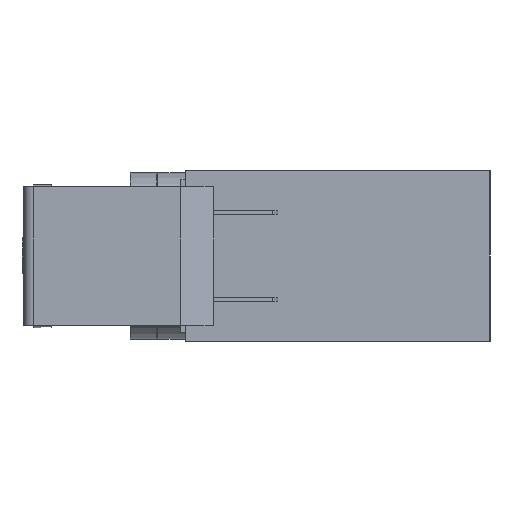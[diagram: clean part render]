
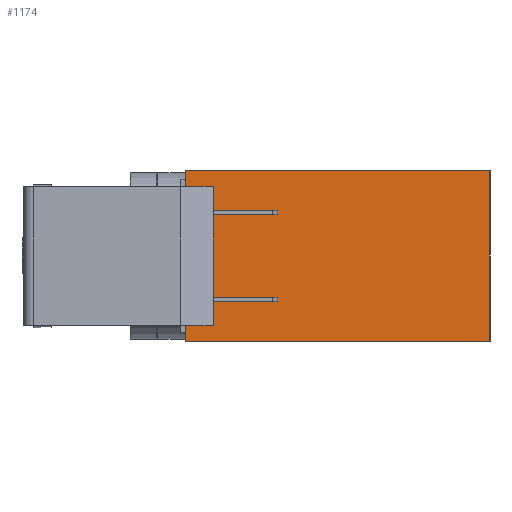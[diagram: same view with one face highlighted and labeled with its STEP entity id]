
A CAD part, left-side view. The second image highlights one B-rep face of the part: STEP entity #1174.
In plain terms, the highlighted planar face has unit normal (-1, 0, 0).
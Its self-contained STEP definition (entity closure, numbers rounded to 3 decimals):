
#1078=CARTESIAN_POINT('',(-46.5,-17.0,9.25));
#1079=VERTEX_POINT('',#1078);
#1080=CARTESIAN_POINT('',(-46.5,-17.,-9.25));
#1081=VERTEX_POINT('',#1080);
#1082=CARTESIAN_POINT('',(-46.5,-17.0,9.25));
#1083=DIRECTION('',(0.0,0.0,-1.0));
#1084=VECTOR('',#1083,18.5);
#1085=LINE('',#1082,#1084);
#1086=EDGE_CURVE('',#1079,#1081,#1085,.T.);
#1144=CARTESIAN_POINT('',(-46.5,-0.5,0.));
#1145=DIRECTION('',(1.0,0.0,0.0));
#1146=DIRECTION('',(0.0,0.0,-1.0));
#1147=AXIS2_PLACEMENT_3D('',#1144,#1145,#1146);
#1148=PLANE('',#1147);
#1149=ORIENTED_EDGE('',*,*,#1086,.F.);
#1150=CARTESIAN_POINT('',(-46.5,16.0,9.25));
#1151=VERTEX_POINT('',#1150);
#1152=CARTESIAN_POINT('',(-46.5,16.0,9.25));
#1153=DIRECTION('',(0.0,-1.0,0.0));
#1154=VECTOR('',#1153,33.0);
#1155=LINE('',#1152,#1154);
#1156=EDGE_CURVE('',#1151,#1079,#1155,.T.);
#1157=ORIENTED_EDGE('',*,*,#1156,.F.);
#1158=CARTESIAN_POINT('',(-46.5,16.0,-9.25));
#1159=VERTEX_POINT('',#1158);
#1160=CARTESIAN_POINT('',(-46.5,16.0,-9.25));
#1161=DIRECTION('',(0.0,0.0,1.0));
#1162=VECTOR('',#1161,18.5);
#1163=LINE('',#1160,#1162);
#1164=EDGE_CURVE('',#1159,#1151,#1163,.T.);
#1165=ORIENTED_EDGE('',*,*,#1164,.F.);
#1166=CARTESIAN_POINT('',(-46.5,-17.,-9.25));
#1167=DIRECTION('',(0.0,1.0,0.0));
#1168=VECTOR('',#1167,33.0);
#1169=LINE('',#1166,#1168);
#1170=EDGE_CURVE('',#1081,#1159,#1169,.T.);
#1171=ORIENTED_EDGE('',*,*,#1170,.F.);
#1172=EDGE_LOOP('',(#1149,#1157,#1165,#1171));
#1173=FACE_OUTER_BOUND('',#1172,.T.);
#1174=ADVANCED_FACE('',(#1173),#1148,.F.);
